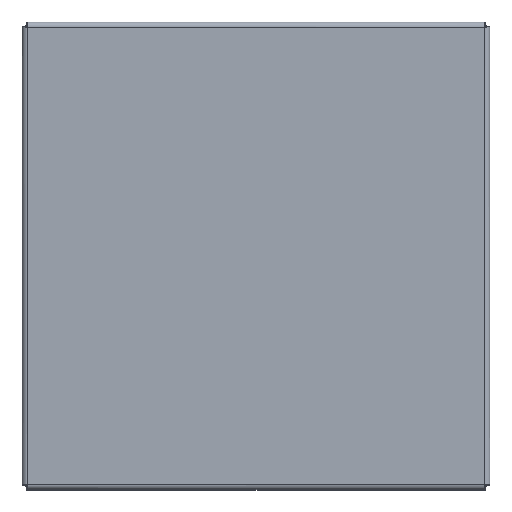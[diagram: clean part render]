
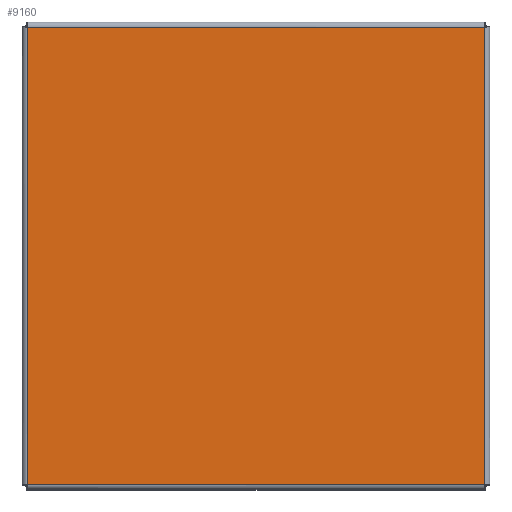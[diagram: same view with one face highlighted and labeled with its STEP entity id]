
A CAD part, top view. The second image highlights one B-rep face of the part: STEP entity #9160.
In plain terms, the highlighted planar face has unit normal (0, 0, 1).
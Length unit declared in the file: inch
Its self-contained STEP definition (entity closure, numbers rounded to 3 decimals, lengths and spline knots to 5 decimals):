
#613 = EDGE_CURVE ( 'NONE', #12040, #9358, #9453, .T. ) ;
#810 = CARTESIAN_POINT ( 'NONE',  ( 8.0354, 8.0354, 0.074 ) ) ;
#856 = VECTOR ( 'NONE', #7528, 39.37008 ) ;
#1159 = ORIENTED_EDGE ( 'NONE', *, *, #9025, .T. ) ;
#1684 = EDGE_CURVE ( 'NONE', #2428, #12040, #5852, .T. ) ;
#2428 = VERTEX_POINT ( 'NONE', #3812 ) ;
#3304 = VECTOR ( 'NONE', #11212, 39.37008 ) ;
#3560 = DIRECTION ( 'NONE',  ( 1., 0., 0. ) ) ;
#3812 = CARTESIAN_POINT ( 'NONE',  ( 0.0896, 8.0354, 0.074 ) ) ;
#3981 = CARTESIAN_POINT ( 'NONE',  ( 4.0625, 4.0625, 0.074 ) ) ;
#4284 = LINE ( 'NONE', #10265, #11796 ) ;
#4904 = DIRECTION ( 'NONE',  ( 1., 0., 0. ) ) ;
#5411 = ORIENTED_EDGE ( 'NONE', *, *, #613, .T. ) ;
#5569 = ORIENTED_EDGE ( 'NONE', *, *, #1684, .T. ) ;
#5660 = EDGE_LOOP ( 'NONE', ( #1159, #9854, #5569, #5411 ) ) ;
#5800 = FACE_OUTER_BOUND ( 'NONE', #5660, .T. ) ;
#5852 = LINE ( 'NONE', #7552, #856 ) ;
#7136 = CARTESIAN_POINT ( 'NONE',  ( 0.0896, 0.0896, 0.074 ) ) ;
#7175 = CARTESIAN_POINT ( 'NONE',  ( 8.0354, 0.0896, 0.074 ) ) ;
#7458 = DIRECTION ( 'NONE',  ( -1., 0., 0. ) ) ;
#7528 = DIRECTION ( 'NONE',  ( 0., -1., 0. ) ) ;
#7552 = CARTESIAN_POINT ( 'NONE',  ( 0.0896, 6.04895, 0.074 ) ) ;
#7846 = AXIS2_PLACEMENT_3D ( 'NONE', #3981, #10576, #4904 ) ;
#8604 = PLANE ( 'NONE',  #7846 ) ;
#9025 = EDGE_CURVE ( 'NONE', #9358, #10510, #10520, .T. ) ;
#9114 = CARTESIAN_POINT ( 'NONE',  ( 2.07605, 0.0896, 0.074 ) ) ;
#9160 = ADVANCED_FACE ( 'NONE', ( #5800 ), #8604, .T. ) ;
#9358 = VERTEX_POINT ( 'NONE', #7175 ) ;
#9453 = LINE ( 'NONE', #9114, #11980 ) ;
#9854 = ORIENTED_EDGE ( 'NONE', *, *, #10618, .T. ) ;
#10265 = CARTESIAN_POINT ( 'NONE',  ( 6.04895, 8.0354, 0.074 ) ) ;
#10510 = VERTEX_POINT ( 'NONE', #810 ) ;
#10520 = LINE ( 'NONE', #11960, #3304 ) ;
#10576 = DIRECTION ( 'NONE',  ( 0., 0., 1. ) ) ;
#10618 = EDGE_CURVE ( 'NONE', #10510, #2428, #4284, .T. ) ;
#11212 = DIRECTION ( 'NONE',  ( 0., 1., 0. ) ) ;
#11796 = VECTOR ( 'NONE', #7458, 39.37008 ) ;
#11960 = CARTESIAN_POINT ( 'NONE',  ( 8.0354, 2.07605, 0.074 ) ) ;
#11980 = VECTOR ( 'NONE', #3560, 39.37008 ) ;
#12040 = VERTEX_POINT ( 'NONE', #7136 ) ;
